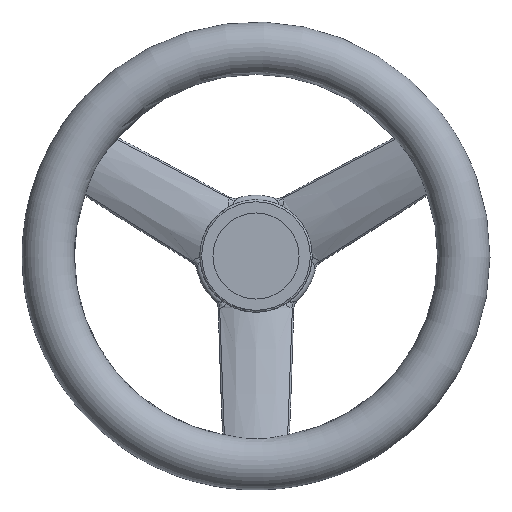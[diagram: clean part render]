
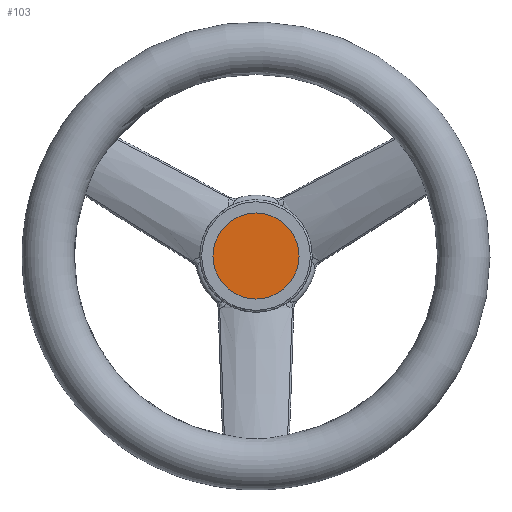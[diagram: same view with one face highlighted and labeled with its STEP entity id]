
A CAD part, top view. The second image highlights one B-rep face of the part: STEP entity #103.
In plain terms, the highlighted planar face has unit normal (0, 0, 1).
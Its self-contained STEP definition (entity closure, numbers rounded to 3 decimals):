
#103 = ADVANCED_FACE( '', ( #221 ), #222, .T. );
#221 = FACE_OUTER_BOUND( '', #679, .T. );
#222 = PLANE( '', #680 );
#679 = EDGE_LOOP( '', ( #3811 ) );
#680 = AXIS2_PLACEMENT_3D( '', #3812, #3813, #3814 );
#3811 = ORIENTED_EDGE( '', *, *, #4236, .T. );
#3812 = CARTESIAN_POINT( '', ( 0., 0., 32.12 ) );
#3813 = DIRECTION( '', ( 0., 0., 1. ) );
#3814 = DIRECTION( '', ( 1., 0., 0. ) );
#4236 = EDGE_CURVE( '', #4499, #4499, #4500, .T. );
#4499 = VERTEX_POINT( '', #5368 );
#4500 = CIRCLE( '', #5369, 23. );
#5368 = CARTESIAN_POINT( '', ( 23., 0., 32.12 ) );
#5369 = AXIS2_PLACEMENT_3D( '', #7895, #7896, #7897 );
#7895 = CARTESIAN_POINT( '', ( 0., 0., 32.12 ) );
#7896 = DIRECTION( '', ( 0., 0., 1. ) );
#7897 = DIRECTION( '', ( 1., 0., 0. ) );
